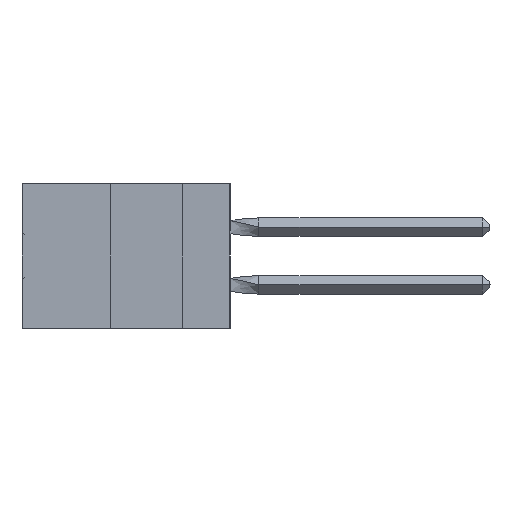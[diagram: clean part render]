
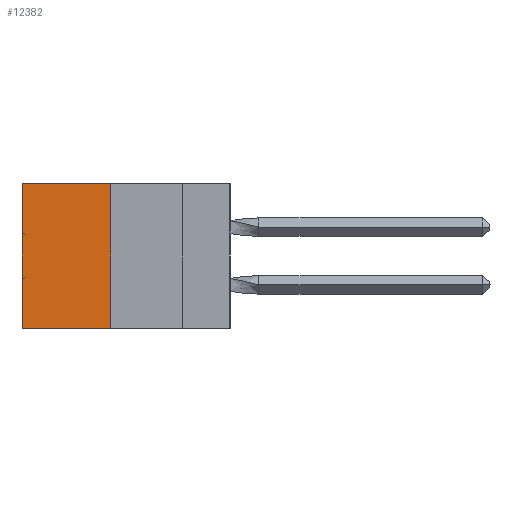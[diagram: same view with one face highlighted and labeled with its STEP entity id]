
A CAD part, left-side view. The second image highlights one B-rep face of the part: STEP entity #12382.
In plain terms, the highlighted planar face has unit normal (-1, 0, 0).
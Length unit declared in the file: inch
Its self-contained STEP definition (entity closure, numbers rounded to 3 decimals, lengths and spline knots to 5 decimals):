
#298 = DIRECTION ( 'NONE',  ( 0., 0., -1. ) ) ;
#2085 = EDGE_LOOP ( 'NONE', ( #17685, #46507, #50459, #36805 ) ) ;
#2857 = DIRECTION ( 'NONE',  ( 0., 1., 0. ) ) ;
#4056 = VECTOR ( 'NONE', #28300, 39.37008 ) ;
#6718 = LINE ( 'NONE', #40632, #4056 ) ;
#7604 = VECTOR ( 'NONE', #298, 39.37008 ) ;
#8398 = EDGE_CURVE ( 'NONE', #24894, #14943, #29410, .T. ) ;
#10745 = CARTESIAN_POINT ( 'NONE',  ( 0.305, 0.413, 0. ) ) ;
#12382 = ADVANCED_FACE ( 'NONE', ( #23644 ), #51777, .F. ) ;
#13514 = DIRECTION ( 'NONE',  ( 0., 0., -1. ) ) ;
#14943 = VERTEX_POINT ( 'NONE', #23201 ) ;
#17685 = ORIENTED_EDGE ( 'NONE', *, *, #37768, .T. ) ;
#17899 = AXIS2_PLACEMENT_3D ( 'NONE', #52138, #48007, #13514 ) ;
#20884 = DIRECTION ( 'NONE',  ( 0., 0., -1. ) ) ;
#23201 = CARTESIAN_POINT ( 'NONE',  ( 0.305, 0.413, -0.5 ) ) ;
#23644 = FACE_OUTER_BOUND ( 'NONE', #2085, .T. ) ;
#24135 = VERTEX_POINT ( 'NONE', #26558 ) ;
#24894 = VERTEX_POINT ( 'NONE', #39739 ) ;
#26558 = CARTESIAN_POINT ( 'NONE',  ( 0.305, 0.72, 0. ) ) ;
#27662 = EDGE_CURVE ( 'NONE', #24894, #24135, #34762, .T. ) ;
#28300 = DIRECTION ( 'NONE',  ( 0., 1., 0. ) ) ;
#29410 = LINE ( 'NONE', #41836, #36744 ) ;
#34457 = VERTEX_POINT ( 'NONE', #53622 ) ;
#34762 = LINE ( 'NONE', #10745, #38806 ) ;
#36744 = VECTOR ( 'NONE', #20884, 39.37008 ) ;
#36805 = ORIENTED_EDGE ( 'NONE', *, *, #27662, .T. ) ;
#37768 = EDGE_CURVE ( 'NONE', #24135, #34457, #54348, .T. ) ;
#38806 = VECTOR ( 'NONE', #2857, 39.37008 ) ;
#39739 = CARTESIAN_POINT ( 'NONE',  ( 0.305, 0.413, 0. ) ) ;
#40632 = CARTESIAN_POINT ( 'NONE',  ( 0.305, 0.413, -0.5 ) ) ;
#41836 = CARTESIAN_POINT ( 'NONE',  ( 0.305, 0.413, -0.5 ) ) ;
#46507 = ORIENTED_EDGE ( 'NONE', *, *, #54981, .F. ) ;
#48007 = DIRECTION ( 'NONE',  ( 1., 0., 0. ) ) ;
#50459 = ORIENTED_EDGE ( 'NONE', *, *, #8398, .F. ) ;
#51777 = PLANE ( 'NONE',  #17899 ) ;
#52138 = CARTESIAN_POINT ( 'NONE',  ( 0.305, 0.413, -0.5 ) ) ;
#52358 = CARTESIAN_POINT ( 'NONE',  ( 0.305, 0.72, -0.5 ) ) ;
#53622 = CARTESIAN_POINT ( 'NONE',  ( 0.305, 0.72, -0.5 ) ) ;
#54348 = LINE ( 'NONE', #52358, #7604 ) ;
#54981 = EDGE_CURVE ( 'NONE', #14943, #34457, #6718, .T. ) ;
